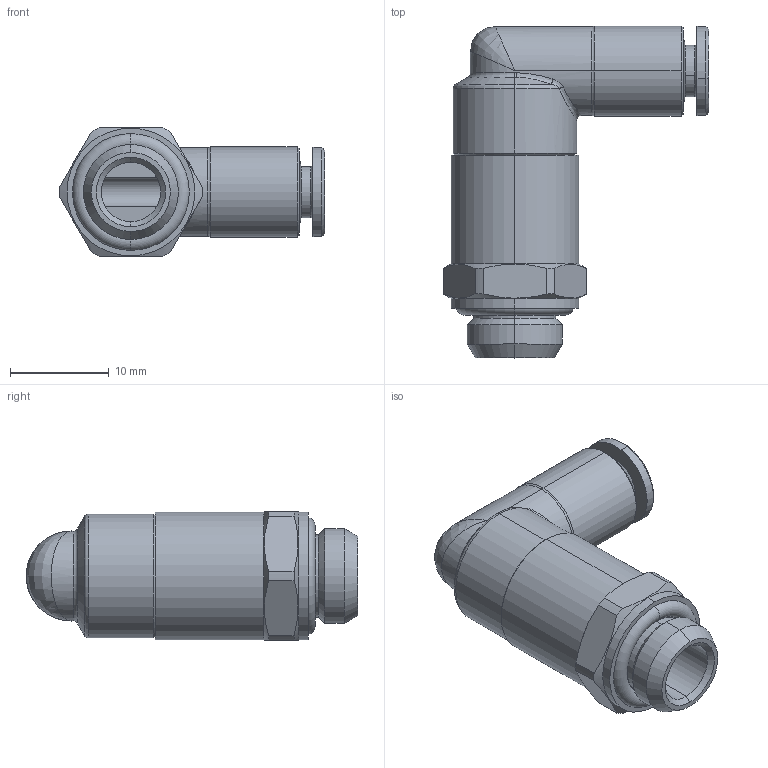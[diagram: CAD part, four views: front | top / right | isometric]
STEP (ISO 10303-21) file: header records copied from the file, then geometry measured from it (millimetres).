
FILE_DESCRIPTION (( 'STEP AP203' ), '1' );
FILE_NAME ('A0090011.STEP', '2009-11-24T14:35:23', ( 'Gabriele' ), ( 'C.Matic srl' ), 'SwSTEP 2.0', 'SolidWorks 2009', '' );
FILE_SCHEMA (( 'CONFIG_CONTROL_DESIGN' ));
Length unit declared in the file: millimetre
Products named in the file (1): A0090011
Bounding box: 26.85 x 33.55 x 13 mm (x, y, z)
Volume: 3504.7 mm3; surface area: 2701.5 mm2
Topology: 1 solids, 1 shells, 94 faces, 214 edges, 125 vertices
Faces by surface type: cylinder 35, cone 27, plane 16, torus 10, bspline 6
Entity records: 3931 total; most frequent: CARTESIAN_POINT 1767, DIRECTION 460, ORIENTED_EDGE 424, EDGE_CURVE 212, AXIS2_PLACEMENT_3D 196, VERTEX_POINT 125, CIRCLE 107, EDGE_LOOP 101
